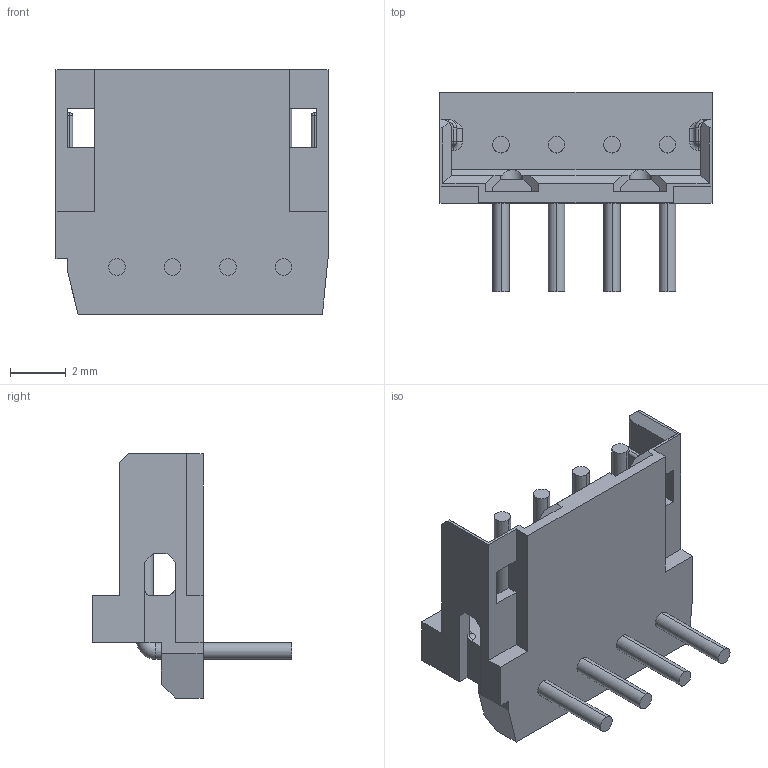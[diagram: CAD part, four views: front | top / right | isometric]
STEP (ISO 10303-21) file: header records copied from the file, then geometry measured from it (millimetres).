
FILE_DESCRIPTION((''),'2;1');
FILE_NAME('C-292253-4','2019-06-03T08:51:32',('workeradm'),('TE Connectivity Ltd.'),'CREO PARAMETRIC BY PTC INC, 2018190','CREO PARAMETRIC BY PTC INC, 2018190','');
FILE_SCHEMA(('AUTOMOTIVE_DESIGN { 1 0 10303 214 1 1 1 1 }'));
Length unit declared in the file: millimetre
Products named in the file (1): C-292253-4
Bounding box: 9.8 x 7.2 x 8.8 mm (x, y, z)
Volume: 141.8 mm3; surface area: 391.3 mm2
Topology: 1 solids, 1 shells, 144 faces, 395 edges, 249 vertices
Faces by surface type: plane 86, cylinder 42, torus 14, sphere 2
Entity records: 4804 total; most frequent: CARTESIAN_POINT 1055, ORIENTED_EDGE 790, DIRECTION 757, EDGE_CURVE 395, VECTOR 275, LINE 275, VERTEX_POINT 250, AXIS2_PLACEMENT_3D 241
